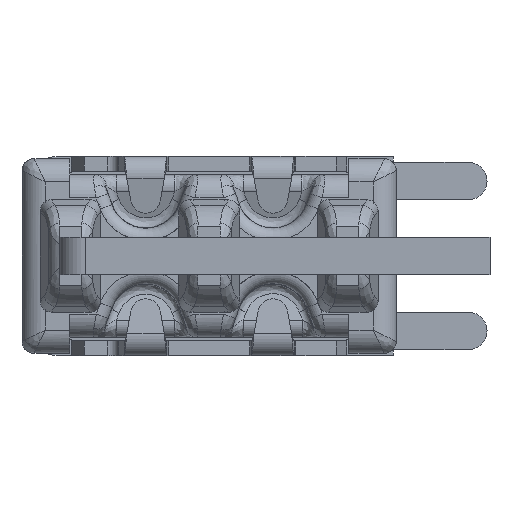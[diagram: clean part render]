
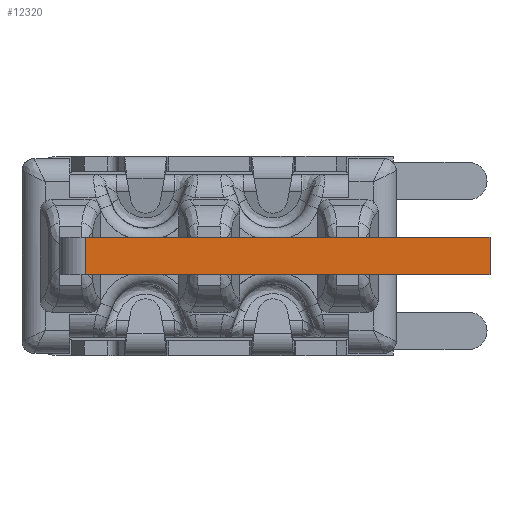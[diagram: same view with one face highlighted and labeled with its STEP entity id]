
A CAD part, front view. The second image highlights one B-rep face of the part: STEP entity #12320.
In plain terms, the highlighted planar face has unit normal (0, -1, 0).
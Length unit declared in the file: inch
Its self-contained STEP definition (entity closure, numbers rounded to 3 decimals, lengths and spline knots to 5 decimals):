
#1429=LINE('',#21388,#2826);
#1431=LINE('',#21392,#2828);
#1432=LINE('',#21394,#2829);
#1433=LINE('',#21396,#2830);
#2826=VECTOR('',#15751,39.37008);
#2828=VECTOR('',#15755,39.37008);
#2829=VECTOR('',#15756,39.37008);
#2830=VECTOR('',#15757,39.37008);
#3478=PLANE('',#13143);
#5914=ORIENTED_EDGE('',*,*,#8596,.T.);
#5915=ORIENTED_EDGE('',*,*,#8594,.F.);
#5916=ORIENTED_EDGE('',*,*,#8597,.F.);
#5917=ORIENTED_EDGE('',*,*,#8598,.T.);
#8594=EDGE_CURVE('',#9918,#9919,#1429,.T.);
#8596=EDGE_CURVE('',#9920,#9919,#1431,.T.);
#8597=EDGE_CURVE('',#9921,#9918,#1432,.T.);
#8598=EDGE_CURVE('',#9921,#9920,#1433,.T.);
#9918=VERTEX_POINT('',#21387);
#9919=VERTEX_POINT('',#21389);
#9920=VERTEX_POINT('',#21393);
#9921=VERTEX_POINT('',#21395);
#10799=EDGE_LOOP('',(#5914,#5915,#5916,#5917));
#11512=FACE_BOUND('',#10799,.T.);
#12320=ADVANCED_FACE('',(#11512),#3478,.T.);
#13143=AXIS2_PLACEMENT_3D('',#21391,#15753,#15754);
#15751=DIRECTION('',(0.,0.,-1.));
#15753=DIRECTION('',(0.,-1.,0.));
#15754=DIRECTION('',(0.,0.,-1.));
#15755=DIRECTION('',(1.,0.,0.));
#15756=DIRECTION('',(1.,0.,0.));
#15757=DIRECTION('',(0.,0.,-1.));
#21387=CARTESIAN_POINT('',(0.375,-0.787,0.025));
#21388=CARTESIAN_POINT('',(0.375,-0.787,0.));
#21389=CARTESIAN_POINT('',(0.375,-0.787,-0.025));
#21391=CARTESIAN_POINT('',(-0.165,-0.787,0.025));
#21392=CARTESIAN_POINT('',(-0.165,-0.787,-0.025));
#21393=CARTESIAN_POINT('',(-0.165,-0.787,-0.025));
#21394=CARTESIAN_POINT('',(0.015,-0.787,0.025));
#21395=CARTESIAN_POINT('',(-0.165,-0.787,0.025));
#21396=CARTESIAN_POINT('',(-0.165,-0.787,0.025));
